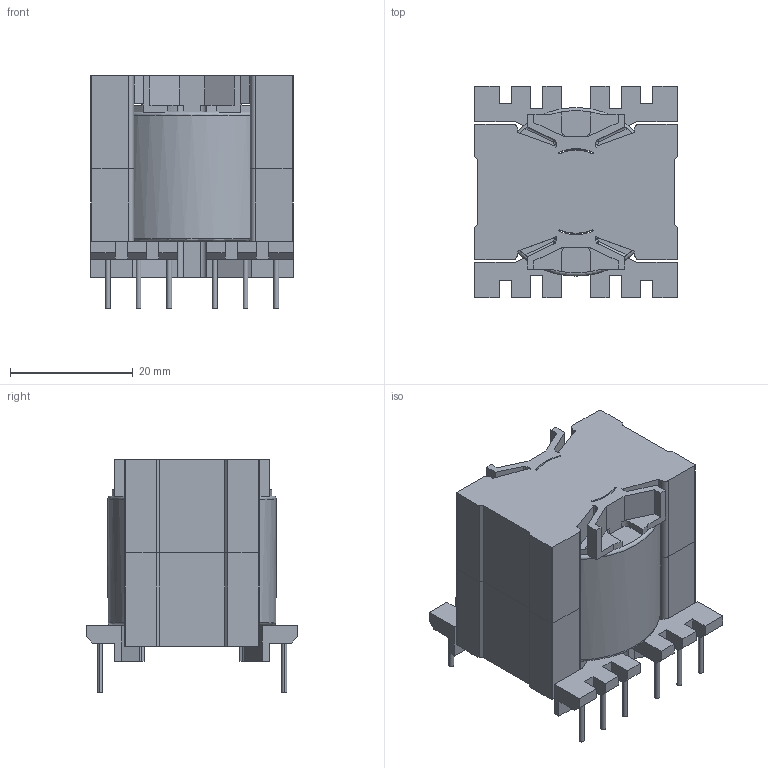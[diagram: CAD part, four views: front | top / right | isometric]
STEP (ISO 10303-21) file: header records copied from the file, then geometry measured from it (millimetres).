
FILE_DESCRIPTION (( 'STEP AP214' ), '1' );
FILE_NAME ('User Library-PQ 32_30.STEP', '2021-07-20T12:20:19', ( '' ), ( '' ), 'SwSTEP 2.0', 'SolidWorks 2021', '' );
FILE_SCHEMA (( 'AUTOMOTIVE_DESIGN' ));
Length unit declared in the file: millimetre
Products named in the file (1): User Library-PQ 32_30
Bounding box: 33 x 34.4 x 37.8 mm (x, y, z)
Volume: 22998 mm3; surface area: 14128.5 mm2
Topology: 1 solids, 2 shells, 416 faces, 1180 edges, 771 vertices
Faces by surface type: plane 233, cylinder 135, bspline 32, torus 16
Entity records: 18824 total; most frequent: CARTESIAN_POINT 3439, ORIENTED_EDGE 2360, DIRECTION 2179, EDGE_CURVE 1180, VERTEX_POINT 771, LINE 739, VECTOR 739, AXIS2_PLACEMENT_3D 720
